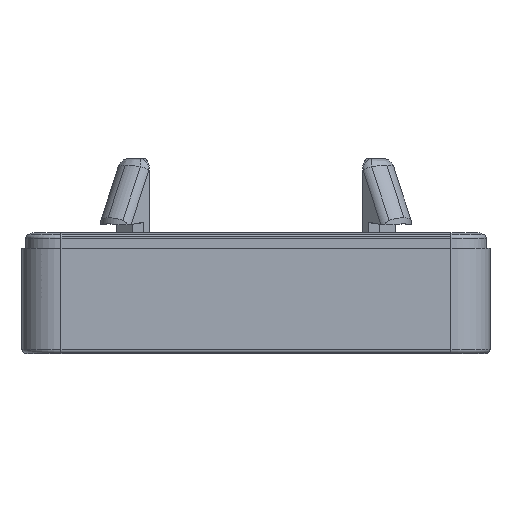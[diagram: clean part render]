
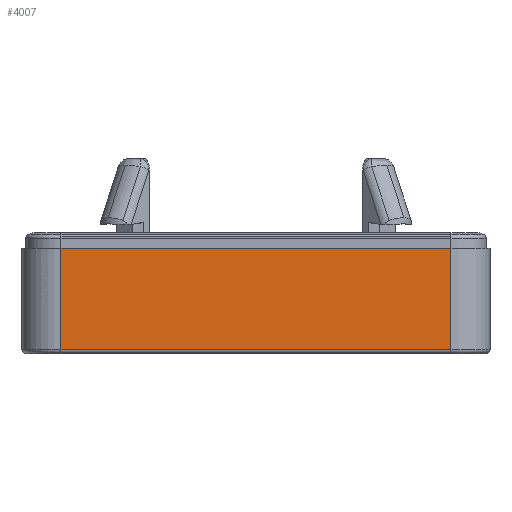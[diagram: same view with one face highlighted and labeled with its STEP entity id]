
A CAD part, left-side view. The second image highlights one B-rep face of the part: STEP entity #4007.
In plain terms, the highlighted planar face has unit normal (-1, 0, 0).
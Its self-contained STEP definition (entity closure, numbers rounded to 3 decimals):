
#143 = LINE ( 'NONE', #12216, #11033 ) ;
#700 = EDGE_CURVE ( 'NONE', #9220, #11145, #1437, .T. ) ;
#866 = PLANE ( 'NONE',  #13560 ) ;
#1076 = DIRECTION ( 'NONE',  ( 0., -1., 0. ) ) ;
#1437 = LINE ( 'NONE', #11086, #4270 ) ;
#1802 = DIRECTION ( 'NONE',  ( 0., 0., 1. ) ) ;
#2235 = DIRECTION ( 'NONE',  ( 0., 0., -1. ) ) ;
#2638 = ORIENTED_EDGE ( 'NONE', *, *, #9237, .F. ) ;
#2792 = CARTESIAN_POINT ( 'NONE',  ( -74., 25., -13. ) ) ;
#2995 = EDGE_CURVE ( 'NONE', #8844, #9734, #10125, .T. ) ;
#4007 = ADVANCED_FACE ( 'NONE', ( #6317 ), #866, .T. ) ;
#4270 = VECTOR ( 'NONE', #2235, 1000. ) ;
#4715 = CARTESIAN_POINT ( 'NONE',  ( -74., 25., 0. ) ) ;
#6317 = FACE_OUTER_BOUND ( 'NONE', #9431, .T. ) ;
#6477 = VECTOR ( 'NONE', #7709, 1000. ) ;
#6800 = CARTESIAN_POINT ( 'NONE',  ( -74., -25., -13. ) ) ;
#7434 = LINE ( 'NONE', #12933, #10115 ) ;
#7709 = DIRECTION ( 'NONE',  ( 0., 0., -1. ) ) ;
#7910 = EDGE_CURVE ( 'NONE', #8844, #9220, #7434, .T. ) ;
#8014 = CARTESIAN_POINT ( 'NONE',  ( -74., 25., 0. ) ) ;
#8844 = VERTEX_POINT ( 'NONE', #8014 ) ;
#9220 = VERTEX_POINT ( 'NONE', #11211 ) ;
#9237 = EDGE_CURVE ( 'NONE', #11145, #9734, #143, .T. ) ;
#9269 = ORIENTED_EDGE ( 'NONE', *, *, #2995, .T. ) ;
#9431 = EDGE_LOOP ( 'NONE', ( #2638, #12582, #9717, #9269 ) ) ;
#9580 = CARTESIAN_POINT ( 'NONE',  ( -74., 25., 0. ) ) ;
#9717 = ORIENTED_EDGE ( 'NONE', *, *, #7910, .F. ) ;
#9734 = VERTEX_POINT ( 'NONE', #2792 ) ;
#10115 = VECTOR ( 'NONE', #1076, 1000. ) ;
#10125 = LINE ( 'NONE', #4715, #6477 ) ;
#11033 = VECTOR ( 'NONE', #11286, 1000. ) ;
#11086 = CARTESIAN_POINT ( 'NONE',  ( -74., -25., 0. ) ) ;
#11145 = VERTEX_POINT ( 'NONE', #6800 ) ;
#11211 = CARTESIAN_POINT ( 'NONE',  ( -74., -25., 0. ) ) ;
#11286 = DIRECTION ( 'NONE',  ( 0., 1., 0. ) ) ;
#12216 = CARTESIAN_POINT ( 'NONE',  ( -74., -25., -13. ) ) ;
#12582 = ORIENTED_EDGE ( 'NONE', *, *, #700, .F. ) ;
#12933 = CARTESIAN_POINT ( 'NONE',  ( -74., 25., 0. ) ) ;
#13560 = AXIS2_PLACEMENT_3D ( 'NONE', #9580, #13799, #1802 ) ;
#13799 = DIRECTION ( 'NONE',  ( -1., 0., 0. ) ) ;
